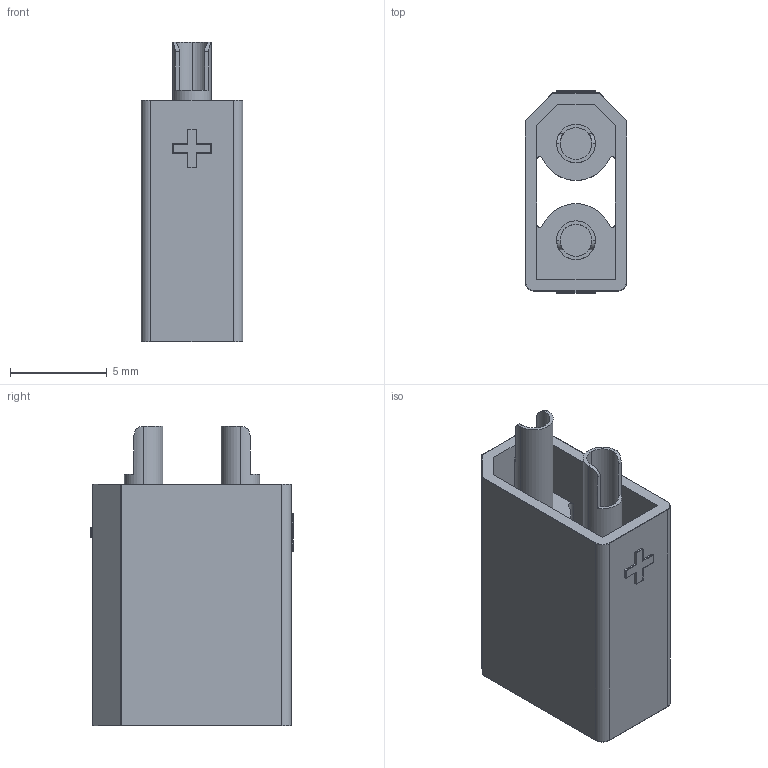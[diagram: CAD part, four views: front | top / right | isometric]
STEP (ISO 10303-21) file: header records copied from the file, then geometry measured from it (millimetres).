
FILE_DESCRIPTION(('FreeCAD Model'),'2;1');
FILE_NAME('XT30-Buchse.stp','2021-08-06T21:22:33',('Author'),(''), 'Open CASCADE STEP processor 7.3','FreeCAD','Unknown');
FILE_SCHEMA(('AUTOMOTIVE_DESIGN { 1 0 10303 214 1 1 1 1 }'));
Length unit declared in the file: millimetre
Products named in the file (1): XT30_Stecker
Bounding box: 5.25 x 10.45 x 15.5 mm (x, y, z)
Volume: 292.1 mm3; surface area: 975.6 mm2
Topology: 1 solids, 1 shells, 174 faces, 434 edges, 248 vertices
Faces by surface type: cylinder 84, plane 56, sphere 16, torus 10, bspline 4, revolution 4
Entity records: 7875 total; most frequent: CARTESIAN_POINT 2569, DIRECTION 898, ORIENTED_EDGE 828, EDGE_CURVE 414, AXIS2_PLACEMENT_3D 337, VERTEX_POINT 248, LINE 220, VECTOR 220
